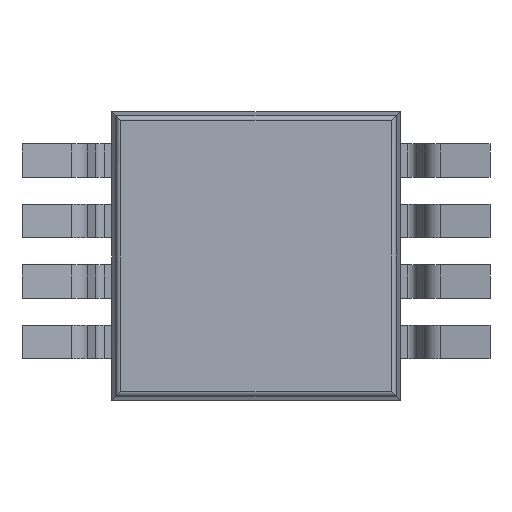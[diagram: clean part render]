
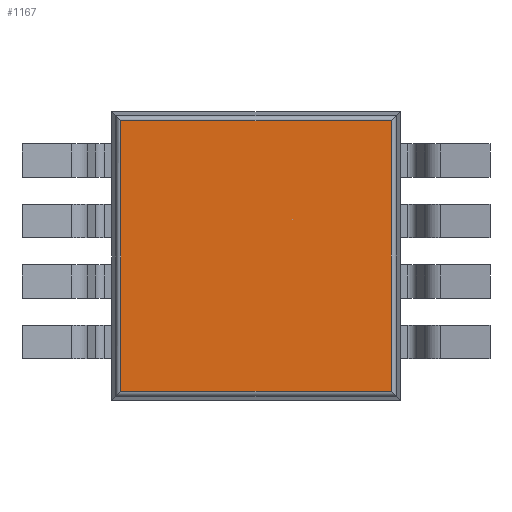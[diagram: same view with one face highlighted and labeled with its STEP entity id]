
A CAD part, front view. The second image highlights one B-rep face of the part: STEP entity #1167.
In plain terms, the highlighted planar face has unit normal (0, -1, 0).
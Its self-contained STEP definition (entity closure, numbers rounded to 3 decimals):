
#31 = VERTEX_POINT ( 'NONE', #368 ) ;
#38 = DIRECTION ( 'NONE',  ( 0., 0., 1. ) ) ;
#91 = LINE ( 'NONE', #2987, #6083 ) ;
#221 = LINE ( 'NONE', #4484, #2690 ) ;
#368 = CARTESIAN_POINT ( 'NONE',  ( -1.456, -0.475, 1.456 ) ) ;
#544 = VECTOR ( 'NONE', #5512, 1000. ) ;
#673 = DIRECTION ( 'NONE',  ( 1., 0., 0. ) ) ;
#911 = EDGE_CURVE ( 'NONE', #4835, #4729, #91, .T. ) ;
#1022 = ORIENTED_EDGE ( 'NONE', *, *, #3526, .T. ) ;
#1037 = DIRECTION ( 'NONE',  ( 0., 0., -1. ) ) ;
#1100 = AXIS2_PLACEMENT_3D ( 'NONE', #1725, #1775, #1749 ) ;
#1167 = ADVANCED_FACE ( 'NONE', ( #6021 ), #6004, .F. ) ;
#1256 = CARTESIAN_POINT ( 'NONE',  ( 1.456, -0.475, -1.456 ) ) ;
#1498 = CARTESIAN_POINT ( 'NONE',  ( -1.456, -0.475, 0. ) ) ;
#1725 = CARTESIAN_POINT ( 'NONE',  ( 0., -0.475, 0. ) ) ;
#1749 = DIRECTION ( 'NONE',  ( 0., 0., 1. ) ) ;
#1775 = DIRECTION ( 'NONE',  ( 0., 1., 0. ) ) ;
#1836 = LINE ( 'NONE', #3565, #544 ) ;
#2690 = VECTOR ( 'NONE', #673, 1000. ) ;
#2869 = VECTOR ( 'NONE', #1037, 1000. ) ;
#2987 = CARTESIAN_POINT ( 'NONE',  ( 1.456, -0.475, 0. ) ) ;
#3087 = VERTEX_POINT ( 'NONE', #5065 ) ;
#3526 = EDGE_CURVE ( 'NONE', #4729, #31, #1836, .T. ) ;
#3565 = CARTESIAN_POINT ( 'NONE',  ( 0., -0.475, 1.456 ) ) ;
#3695 = LINE ( 'NONE', #1498, #2869 ) ;
#3851 = EDGE_CURVE ( 'NONE', #3087, #4835, #221, .T. ) ;
#3870 = EDGE_LOOP ( 'NONE', ( #1022, #5295, #4070, #5209 ) ) ;
#4070 = ORIENTED_EDGE ( 'NONE', *, *, #3851, .T. ) ;
#4484 = CARTESIAN_POINT ( 'NONE',  ( 0., -0.475, -1.456 ) ) ;
#4729 = VERTEX_POINT ( 'NONE', #5097 ) ;
#4835 = VERTEX_POINT ( 'NONE', #1256 ) ;
#5065 = CARTESIAN_POINT ( 'NONE',  ( -1.456, -0.475, -1.456 ) ) ;
#5097 = CARTESIAN_POINT ( 'NONE',  ( 1.456, -0.475, 1.456 ) ) ;
#5209 = ORIENTED_EDGE ( 'NONE', *, *, #911, .T. ) ;
#5295 = ORIENTED_EDGE ( 'NONE', *, *, #5994, .T. ) ;
#5512 = DIRECTION ( 'NONE',  ( -1., 0., 0. ) ) ;
#5994 = EDGE_CURVE ( 'NONE', #31, #3087, #3695, .T. ) ;
#6004 = PLANE ( 'NONE',  #1100 ) ;
#6021 = FACE_OUTER_BOUND ( 'NONE', #3870, .T. ) ;
#6083 = VECTOR ( 'NONE', #38, 1000. ) ;
